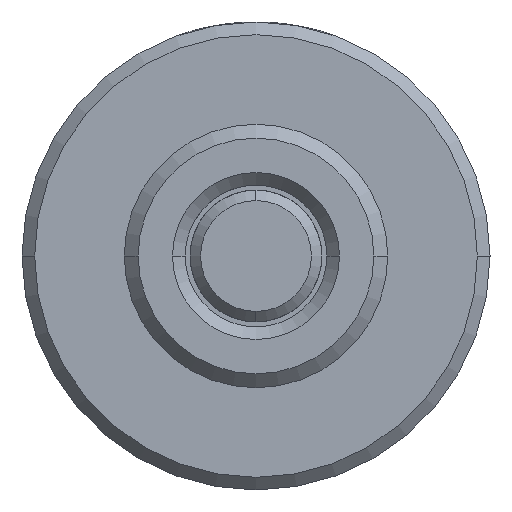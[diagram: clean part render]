
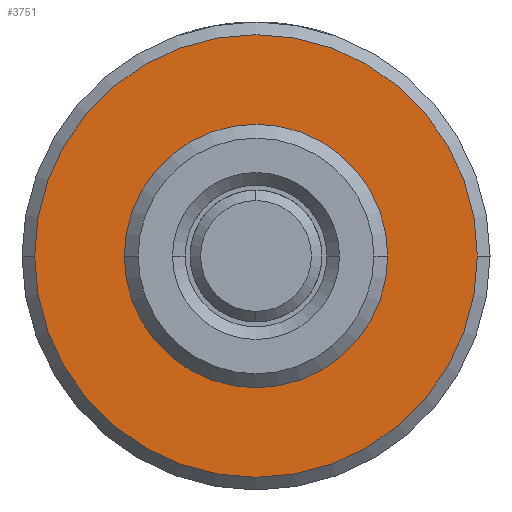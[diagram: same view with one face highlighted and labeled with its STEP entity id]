
A CAD part, left-side view. The second image highlights one B-rep face of the part: STEP entity #3751.
In plain terms, the highlighted planar face has unit normal (-1, 0, 0).
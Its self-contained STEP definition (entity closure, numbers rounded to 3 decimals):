
#78 = CIRCLE ( 'NONE', #5187, 13.335 ) ;
#189 = AXIS2_PLACEMENT_3D ( 'NONE', #824, #2449, #4921 ) ;
#312 = CARTESIAN_POINT ( 'NONE',  ( 12.7, 0., 0. ) ) ;
#377 = DIRECTION ( 'NONE',  ( 0., 0., -1. ) ) ;
#454 = EDGE_CURVE ( 'NONE', #2558, #1865, #2152, .T. ) ;
#603 = CARTESIAN_POINT ( 'NONE',  ( 12.7, 0., 7.906 ) ) ;
#623 = ORIENTED_EDGE ( 'NONE', *, *, #4445, .T. ) ;
#812 = DIRECTION ( 'NONE',  ( 1., 0., 0. ) ) ;
#824 = CARTESIAN_POINT ( 'NONE',  ( 12.7, 0., 0. ) ) ;
#826 = DIRECTION ( 'NONE',  ( 0., 0., -1. ) ) ;
#952 = EDGE_CURVE ( 'NONE', #4855, #3402, #4950, .T. ) ;
#967 = AXIS2_PLACEMENT_3D ( 'NONE', #4622, #5053, #1323 ) ;
#1323 = DIRECTION ( 'NONE',  ( 0., 0., -1. ) ) ;
#1457 = CARTESIAN_POINT ( 'NONE',  ( 12.7, 0., -7.906 ) ) ;
#1585 = CARTESIAN_POINT ( 'NONE',  ( 12.7, 0., 0. ) ) ;
#1865 = VERTEX_POINT ( 'NONE', #4817 ) ;
#1959 = DIRECTION ( 'NONE',  ( 0., 0., -1. ) ) ;
#2152 = CIRCLE ( 'NONE', #3014, 13.335 ) ;
#2416 = FACE_OUTER_BOUND ( 'NONE', #4358, .T. ) ;
#2449 = DIRECTION ( 'NONE',  ( 1., 0., 0. ) ) ;
#2558 = VERTEX_POINT ( 'NONE', #4459 ) ;
#3014 = AXIS2_PLACEMENT_3D ( 'NONE', #1585, #3287, #826 ) ;
#3179 = EDGE_LOOP ( 'NONE', ( #5272, #623 ) ) ;
#3287 = DIRECTION ( 'NONE',  ( 1., 0., 0. ) ) ;
#3402 = VERTEX_POINT ( 'NONE', #603 ) ;
#3751 = ADVANCED_FACE ( 'NONE', ( #2416, #4548 ), #4074, .F. ) ;
#3811 = AXIS2_PLACEMENT_3D ( 'NONE', #312, #4383, #1959 ) ;
#3918 = CIRCLE ( 'NONE', #967, 7.906 ) ;
#4074 = PLANE ( 'NONE',  #189 ) ;
#4091 = CARTESIAN_POINT ( 'NONE',  ( 12.7, 0., 0. ) ) ;
#4358 = EDGE_LOOP ( 'NONE', ( #5211, #4417 ) ) ;
#4383 = DIRECTION ( 'NONE',  ( 1., 0., 0. ) ) ;
#4417 = ORIENTED_EDGE ( 'NONE', *, *, #454, .F. ) ;
#4445 = EDGE_CURVE ( 'NONE', #3402, #4855, #3918, .T. ) ;
#4459 = CARTESIAN_POINT ( 'NONE',  ( 12.7, 0., -13.335 ) ) ;
#4548 = FACE_BOUND ( 'NONE', #3179, .T. ) ;
#4622 = CARTESIAN_POINT ( 'NONE',  ( 12.7, 0., 0. ) ) ;
#4685 = EDGE_CURVE ( 'NONE', #1865, #2558, #78, .T. ) ;
#4817 = CARTESIAN_POINT ( 'NONE',  ( 12.7, 0., 13.335 ) ) ;
#4855 = VERTEX_POINT ( 'NONE', #1457 ) ;
#4921 = DIRECTION ( 'NONE',  ( 0., 0., -1. ) ) ;
#4950 = CIRCLE ( 'NONE', #3811, 7.906 ) ;
#5053 = DIRECTION ( 'NONE',  ( 1., 0., 0. ) ) ;
#5187 = AXIS2_PLACEMENT_3D ( 'NONE', #4091, #812, #377 ) ;
#5211 = ORIENTED_EDGE ( 'NONE', *, *, #4685, .F. ) ;
#5272 = ORIENTED_EDGE ( 'NONE', *, *, #952, .T. ) ;
